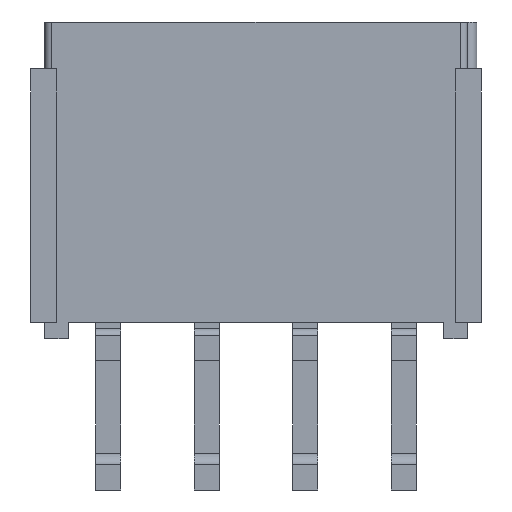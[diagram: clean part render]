
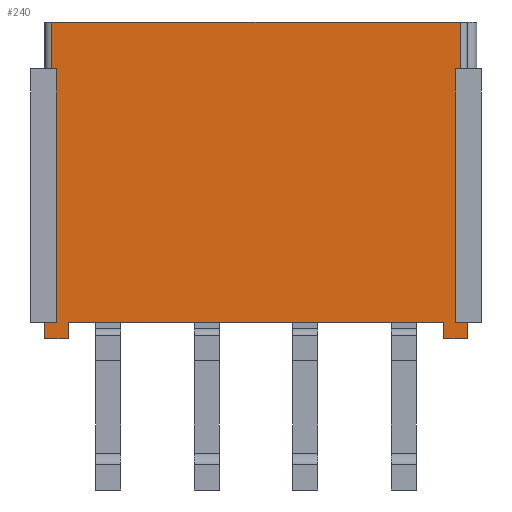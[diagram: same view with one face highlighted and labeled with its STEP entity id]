
A CAD part, front view. The second image highlights one B-rep face of the part: STEP entity #240.
In plain terms, the highlighted planar face has unit normal (0, -1, 0).
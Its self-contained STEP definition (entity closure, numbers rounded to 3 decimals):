
#240=ADVANCED_FACE('',(#648),#649,.T.);
#648=FACE_OUTER_BOUND('',#1080,.T.);
#649=PLANE('',#1081);
#1080=EDGE_LOOP('',(#2549,#2550,#2551,#2552,#2553,#2554,#2555,#2556,#2557,#2558,#2559,#2560,#2561,#2562,#2563,#2564));
#1081=AXIS2_PLACEMENT_3D('',#2565,#2566,#2567);
#2549=ORIENTED_EDGE('',*,*,#3231,.F.);
#2550=ORIENTED_EDGE('',*,*,#3237,.T.);
#2551=ORIENTED_EDGE('',*,*,#2780,.T.);
#2552=ORIENTED_EDGE('',*,*,#3238,.F.);
#2553=ORIENTED_EDGE('',*,*,#3235,.F.);
#2554=ORIENTED_EDGE('',*,*,#3239,.F.);
#2555=ORIENTED_EDGE('',*,*,#2907,.T.);
#2556=ORIENTED_EDGE('',*,*,#3221,.T.);
#2557=ORIENTED_EDGE('',*,*,#3240,.F.);
#2558=ORIENTED_EDGE('',*,*,#3241,.F.);
#2559=ORIENTED_EDGE('',*,*,#2868,.F.);
#2560=ORIENTED_EDGE('',*,*,#3242,.T.);
#2561=ORIENTED_EDGE('',*,*,#3243,.F.);
#2562=ORIENTED_EDGE('',*,*,#3244,.F.);
#2563=ORIENTED_EDGE('',*,*,#2914,.T.);
#2564=ORIENTED_EDGE('',*,*,#3245,.F.);
#2565=CARTESIAN_POINT('',(9.0,0.4,0.0));
#2566=DIRECTION('',(0.0,-1.0,0.0));
#2567=DIRECTION('',(0.0,0.0,-1.0));
#2780=EDGE_CURVE('',#3350,#3348,#3351,.T.);
#2868=EDGE_CURVE('',#3513,#3515,#3516,.T.);
#2907=EDGE_CURVE('',#3581,#3590,#3592,.T.);
#2914=EDGE_CURVE('',#3605,#3603,#3606,.T.);
#3221=EDGE_CURVE('',#3590,#4090,#4092,.T.);
#3231=EDGE_CURVE('',#4108,#4098,#4110,.T.);
#3235=EDGE_CURVE('',#4115,#4117,#4118,.T.);
#3237=EDGE_CURVE('',#4108,#3350,#4120,.T.);
#3238=EDGE_CURVE('',#4117,#3348,#4121,.T.);
#3239=EDGE_CURVE('',#3581,#4115,#4122,.T.);
#3240=EDGE_CURVE('',#4123,#4090,#4124,.T.);
#3241=EDGE_CURVE('',#3515,#4123,#4125,.T.);
#3242=EDGE_CURVE('',#3513,#4126,#4127,.T.);
#3243=EDGE_CURVE('',#4128,#4126,#4129,.T.);
#3244=EDGE_CURVE('',#3605,#4128,#4130,.T.);
#3245=EDGE_CURVE('',#4098,#3603,#4131,.T.);
#3348=VERTEX_POINT('',#4202);
#3350=VERTEX_POINT('',#4204);
#3351=LINE('',#4205,#4206);
#3513=VERTEX_POINT('',#4449);
#3515=VERTEX_POINT('',#4452);
#3516=LINE('',#4453,#4454);
#3581=VERTEX_POINT('',#4552);
#3590=VERTEX_POINT('',#4565);
#3592=LINE('',#4568,#4569);
#3603=VERTEX_POINT('',#4584);
#3605=VERTEX_POINT('',#4587);
#3606=LINE('',#4588,#4589);
#4090=VERTEX_POINT('',#5348);
#4092=LINE('',#5351,#5352);
#4098=VERTEX_POINT('',#5361);
#4108=VERTEX_POINT('',#5376);
#4110=LINE('',#5378,#5379);
#4115=VERTEX_POINT('',#5386);
#4117=VERTEX_POINT('',#5389);
#4118=LINE('',#5390,#5391);
#4120=LINE('',#5393,#5394);
#4121=LINE('',#5395,#5396);
#4122=LINE('',#5397,#5398);
#4123=VERTEX_POINT('',#5399);
#4124=LINE('',#5400,#5401);
#4125=LINE('',#5402,#5403);
#4126=VERTEX_POINT('',#5404);
#4127=LINE('',#5405,#5406);
#4128=VERTEX_POINT('',#5407);
#4129=LINE('',#5408,#5409);
#4130=LINE('',#5410,#5411);
#4131=LINE('',#5412,#5413);
#4202=CARTESIAN_POINT('',(-8.7,0.4,0.0));
#4204=CARTESIAN_POINT('',(8.7,0.4,0.0));
#4205=CARTESIAN_POINT('',(8.7,0.4,0.0));
#4206=VECTOR('',#5504,17.4);
#4449=CARTESIAN_POINT('',(8.0,0.4,-12.8));
#4452=CARTESIAN_POINT('',(-8.0,0.4,-12.8));
#4453=CARTESIAN_POINT('',(8.0,0.4,-12.8));
#4454=VECTOR('',#5602,16.0);
#4552=CARTESIAN_POINT('',(-8.5,0.4,-12.8));
#4565=CARTESIAN_POINT('',(-9.0,0.4,-12.8));
#4568=CARTESIAN_POINT('',(-8.5,0.4,-12.8));
#4569=VECTOR('',#5641,0.5);
#4584=CARTESIAN_POINT('',(8.5,0.4,-12.8));
#4587=CARTESIAN_POINT('',(9.0,0.4,-12.8));
#4588=CARTESIAN_POINT('',(9.0,0.4,-12.8));
#4589=VECTOR('',#5650,0.5);
#5348=CARTESIAN_POINT('',(-9.0,0.4,-13.5));
#5351=CARTESIAN_POINT('',(-9.0,0.4,-12.8));
#5352=VECTOR('',#6017,0.7);
#5361=CARTESIAN_POINT('',(8.5,0.4,-2.0));
#5376=CARTESIAN_POINT('',(8.7,0.4,-2.0));
#5378=CARTESIAN_POINT('',(8.7,0.4,-2.0));
#5379=VECTOR('',#6029,0.2);
#5386=CARTESIAN_POINT('',(-8.5,0.4,-2.0));
#5389=CARTESIAN_POINT('',(-8.7,0.4,-2.0));
#5390=CARTESIAN_POINT('',(-8.5,0.4,-2.0));
#5391=VECTOR('',#6033,0.2);
#5393=CARTESIAN_POINT('',(8.7,0.4,-2.0));
#5394=VECTOR('',#6037,2.0);
#5395=CARTESIAN_POINT('',(-8.7,0.4,-2.0));
#5396=VECTOR('',#6038,2.0);
#5397=CARTESIAN_POINT('',(-8.5,0.4,-12.8));
#5398=VECTOR('',#6039,10.8);
#5399=CARTESIAN_POINT('',(-8.0,0.4,-13.5));
#5400=CARTESIAN_POINT('',(-8.0,0.4,-13.5));
#5401=VECTOR('',#6040,1.0);
#5402=CARTESIAN_POINT('',(-8.0,0.4,-12.8));
#5403=VECTOR('',#6041,0.7);
#5404=CARTESIAN_POINT('',(8.0,0.4,-13.5));
#5405=CARTESIAN_POINT('',(8.0,0.4,-12.8));
#5406=VECTOR('',#6042,0.7);
#5407=CARTESIAN_POINT('',(9.0,0.4,-13.5));
#5408=CARTESIAN_POINT('',(9.0,0.4,-13.5));
#5409=VECTOR('',#6043,1.0);
#5410=CARTESIAN_POINT('',(9.0,0.4,-12.8));
#5411=VECTOR('',#6044,0.7);
#5412=CARTESIAN_POINT('',(8.5,0.4,-2.0));
#5413=VECTOR('',#6045,10.8);
#5504=DIRECTION('',(-1.0,0.0,0.0));
#5602=DIRECTION('',(-1.0,0.0,0.0));
#5641=DIRECTION('',(-1.0,0.0,0.0));
#5650=DIRECTION('',(-1.0,0.0,0.0));
#6017=DIRECTION('',(0.0,0.0,-1.0));
#6029=DIRECTION('',(-1.0,0.0,0.0));
#6033=DIRECTION('',(-1.0,0.0,0.0));
#6037=DIRECTION('',(0.0,0.0,1.0));
#6038=DIRECTION('',(0.0,0.0,1.0));
#6039=DIRECTION('',(0.0,0.0,1.0));
#6040=DIRECTION('',(-1.0,0.0,0.0));
#6041=DIRECTION('',(0.0,0.0,-1.0));
#6042=DIRECTION('',(0.0,0.0,-1.0));
#6043=DIRECTION('',(-1.0,0.0,0.0));
#6044=DIRECTION('',(0.0,0.0,-1.0));
#6045=DIRECTION('',(0.0,0.0,-1.0));
